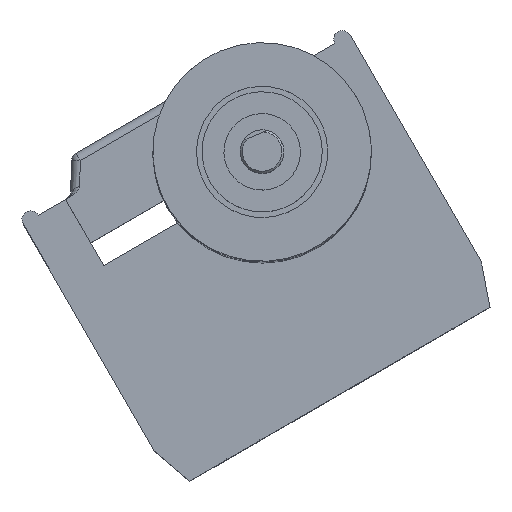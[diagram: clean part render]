
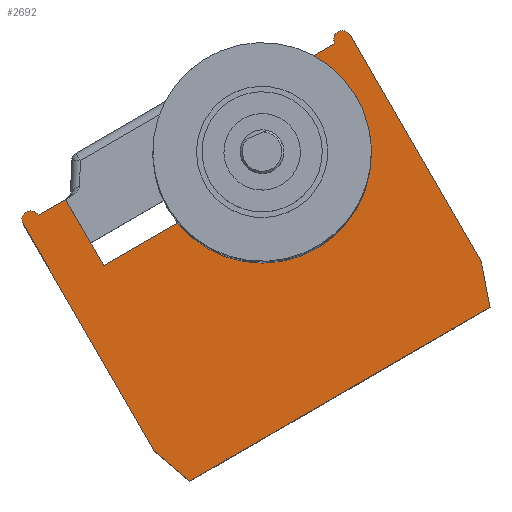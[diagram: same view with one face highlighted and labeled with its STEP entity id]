
A CAD part, top view. The second image highlights one B-rep face of the part: STEP entity #2692.
In plain terms, the highlighted face is planar.
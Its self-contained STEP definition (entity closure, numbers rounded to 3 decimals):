
#78 = VECTOR ( 'NONE', #6764, 1000. ) ;
#84 = ORIENTED_EDGE ( 'NONE', *, *, #3581, .F. ) ;
#88 = VECTOR ( 'NONE', #6621, 1000. ) ;
#524 = CARTESIAN_POINT ( 'NONE',  ( 38.284, -7.213, -5.8 ) ) ;
#548 = DIRECTION ( 'NONE',  ( 0., 1., 0. ) ) ;
#650 = CARTESIAN_POINT ( 'NONE',  ( 38.984, -7.213, -7.8 ) ) ;
#680 = VECTOR ( 'NONE', #2461, 1000. ) ;
#694 = EDGE_CURVE ( 'NONE', #3843, #4544, #4033, .T. ) ;
#720 = ORIENTED_EDGE ( 'NONE', *, *, #1311, .T. ) ;
#904 = LINE ( 'NONE', #5689, #6350 ) ;
#999 = VECTOR ( 'NONE', #1632, 1000. ) ;
#1013 = DIRECTION ( 'NONE',  ( -1., 0., 0. ) ) ;
#1058 = AXIS2_PLACEMENT_3D ( 'NONE', #7901, #548, #5737 ) ;
#1155 = ORIENTED_EDGE ( 'NONE', *, *, #2064, .T. ) ;
#1282 = LINE ( 'NONE', #6951, #4975 ) ;
#1311 = EDGE_CURVE ( 'NONE', #9261, #9143, #5055, .T. ) ;
#1323 = VECTOR ( 'NONE', #6557, 1000. ) ;
#1328 = CARTESIAN_POINT ( 'NONE',  ( 55.554, -7.213, 6.2 ) ) ;
#1456 = ORIENTED_EDGE ( 'NONE', *, *, #3695, .T. ) ;
#1575 = CARTESIAN_POINT ( 'NONE',  ( 39.084, -7.213, 6.2 ) ) ;
#1632 = DIRECTION ( 'NONE',  ( -0.33, 0., 0.944 ) ) ;
#1968 = CARTESIAN_POINT ( 'NONE',  ( 53.319, -7.213, 6.2 ) ) ;
#2043 = VERTEX_POINT ( 'NONE', #1575 ) ;
#2064 = EDGE_CURVE ( 'NONE', #9143, #3843, #5158, .T. ) ;
#2386 = LINE ( 'NONE', #3217, #8259 ) ;
#2461 = DIRECTION ( 'NONE',  ( 0., 0., 1. ) ) ;
#2497 = DIRECTION ( 'NONE',  ( 0., 0., -1. ) ) ;
#2526 = ORIENTED_EDGE ( 'NONE', *, *, #8075, .T. ) ;
#2692 = ADVANCED_FACE ( 'NONE', ( #5969 ), #4236, .T. ) ;
#2880 = LINE ( 'NONE', #6150, #680 ) ;
#3173 = ORIENTED_EDGE ( 'NONE', *, *, #6437, .T. ) ;
#3217 = CARTESIAN_POINT ( 'NONE',  ( 65.714, -7.213, 2.7 ) ) ;
#3290 = CARTESIAN_POINT ( 'NONE',  ( 40.519, -7.213, 6.2 ) ) ;
#3348 = CIRCLE ( 'NONE', #4460, 0.4 ) ;
#3413 = EDGE_CURVE ( 'NONE', #5550, #4348, #1282, .T. ) ;
#3495 = EDGE_LOOP ( 'NONE', ( #2526, #7823, #8446, #7871, #720, #1155, #6411, #84, #6829, #6426, #3173, #1456 ) ) ;
#3581 = EDGE_CURVE ( 'NONE', #2043, #4544, #3348, .T. ) ;
#3647 = VERTEX_POINT ( 'NONE', #9038 ) ;
#3695 = EDGE_CURVE ( 'NONE', #4320, #6519, #2880, .T. ) ;
#3788 = DIRECTION ( 'NONE',  ( 0., -1., 0. ) ) ;
#3819 = DIRECTION ( 'NONE',  ( 0., -1., 0. ) ) ;
#3843 = VERTEX_POINT ( 'NONE', #524 ) ;
#4033 = LINE ( 'NONE', #7363, #88 ) ;
#4192 = EDGE_CURVE ( 'NONE', #5965, #2043, #904, .T. ) ;
#4236 = PLANE ( 'NONE',  #1058 ) ;
#4316 = CARTESIAN_POINT ( 'NONE',  ( 53.319, -7.213, 6.2 ) ) ;
#4320 = VERTEX_POINT ( 'NONE', #5088 ) ;
#4348 = VERTEX_POINT ( 'NONE', #8030 ) ;
#4451 = EDGE_CURVE ( 'NONE', #5550, #3647, #8392, .T. ) ;
#4460 = AXIS2_PLACEMENT_3D ( 'NONE', #8226, #3819, #8967 ) ;
#4511 = EDGE_CURVE ( 'NONE', #4348, #9261, #5994, .T. ) ;
#4544 = VERTEX_POINT ( 'NONE', #6053 ) ;
#4975 = VECTOR ( 'NONE', #2497, 1000. ) ;
#5041 = VECTOR ( 'NONE', #6733, 1000. ) ;
#5055 = LINE ( 'NONE', #5445, #7259 ) ;
#5088 = CARTESIAN_POINT ( 'NONE',  ( 53.319, -7.213, 2.7 ) ) ;
#5158 = LINE ( 'NONE', #6807, #999 ) ;
#5382 = CARTESIAN_POINT ( 'NONE',  ( 40.519, -7.213, 2.7 ) ) ;
#5445 = CARTESIAN_POINT ( 'NONE',  ( 65.714, -7.213, -7.8 ) ) ;
#5550 = VERTEX_POINT ( 'NONE', #1328 ) ;
#5689 = CARTESIAN_POINT ( 'NONE',  ( 40.519, -7.213, 6.2 ) ) ;
#5737 = DIRECTION ( 'NONE',  ( 0., 0., 1. ) ) ;
#5965 = VERTEX_POINT ( 'NONE', #3290 ) ;
#5969 = FACE_OUTER_BOUND ( 'NONE', #3495, .T. ) ;
#5990 = CARTESIAN_POINT ( 'NONE',  ( 54.854, -7.213, -7.8 ) ) ;
#5994 = LINE ( 'NONE', #8162, #78 ) ;
#6031 = AXIS2_PLACEMENT_3D ( 'NONE', #8193, #3788, #8933 ) ;
#6053 = CARTESIAN_POINT ( 'NONE',  ( 38.284, -7.213, 6.2 ) ) ;
#6150 = CARTESIAN_POINT ( 'NONE',  ( 53.319, -7.213, -0.8 ) ) ;
#6350 = VECTOR ( 'NONE', #9333, 1000. ) ;
#6411 = ORIENTED_EDGE ( 'NONE', *, *, #694, .T. ) ;
#6417 = VERTEX_POINT ( 'NONE', #5382 ) ;
#6426 = ORIENTED_EDGE ( 'NONE', *, *, #6723, .T. ) ;
#6437 = EDGE_CURVE ( 'NONE', #6417, #4320, #2386, .T. ) ;
#6519 = VERTEX_POINT ( 'NONE', #1968 ) ;
#6557 = DIRECTION ( 'NONE',  ( 1., 0., 0. ) ) ;
#6621 = DIRECTION ( 'NONE',  ( 0., 0., 1. ) ) ;
#6723 = EDGE_CURVE ( 'NONE', #5965, #6417, #7013, .T. ) ;
#6733 = DIRECTION ( 'NONE',  ( 0., 0., -1. ) ) ;
#6764 = DIRECTION ( 'NONE',  ( -0.33, 0., -0.944 ) ) ;
#6807 = CARTESIAN_POINT ( 'NONE',  ( 38.984, -7.213, -7.8 ) ) ;
#6829 = ORIENTED_EDGE ( 'NONE', *, *, #4192, .F. ) ;
#6951 = CARTESIAN_POINT ( 'NONE',  ( 55.554, -7.213, -0.8 ) ) ;
#7013 = LINE ( 'NONE', #8900, #5041 ) ;
#7032 = DIRECTION ( 'NONE',  ( 1., 0., 0. ) ) ;
#7214 = LINE ( 'NONE', #4316, #1323 ) ;
#7259 = VECTOR ( 'NONE', #1013, 1000. ) ;
#7363 = CARTESIAN_POINT ( 'NONE',  ( 38.284, -7.213, -0.8 ) ) ;
#7823 = ORIENTED_EDGE ( 'NONE', *, *, #4451, .F. ) ;
#7871 = ORIENTED_EDGE ( 'NONE', *, *, #4511, .T. ) ;
#7901 = CARTESIAN_POINT ( 'NONE',  ( 65.714, -7.213, -0.8 ) ) ;
#8030 = CARTESIAN_POINT ( 'NONE',  ( 55.554, -7.213, -5.8 ) ) ;
#8075 = EDGE_CURVE ( 'NONE', #6519, #3647, #7214, .T. ) ;
#8162 = CARTESIAN_POINT ( 'NONE',  ( 55.554, -7.213, -5.8 ) ) ;
#8193 = CARTESIAN_POINT ( 'NONE',  ( 55.154, -7.213, 6.2 ) ) ;
#8226 = CARTESIAN_POINT ( 'NONE',  ( 38.684, -7.213, 6.2 ) ) ;
#8259 = VECTOR ( 'NONE', #7032, 1000. ) ;
#8392 = CIRCLE ( 'NONE', #6031, 0.4 ) ;
#8446 = ORIENTED_EDGE ( 'NONE', *, *, #3413, .T. ) ;
#8900 = CARTESIAN_POINT ( 'NONE',  ( 40.519, -7.213, -0.8 ) ) ;
#8933 = DIRECTION ( 'NONE',  ( 0., 0., -1. ) ) ;
#8967 = DIRECTION ( 'NONE',  ( 0., 0., -1. ) ) ;
#9038 = CARTESIAN_POINT ( 'NONE',  ( 54.754, -7.213, 6.2 ) ) ;
#9143 = VERTEX_POINT ( 'NONE', #650 ) ;
#9261 = VERTEX_POINT ( 'NONE', #5990 ) ;
#9333 = DIRECTION ( 'NONE',  ( -1., 0., 0. ) ) ;
